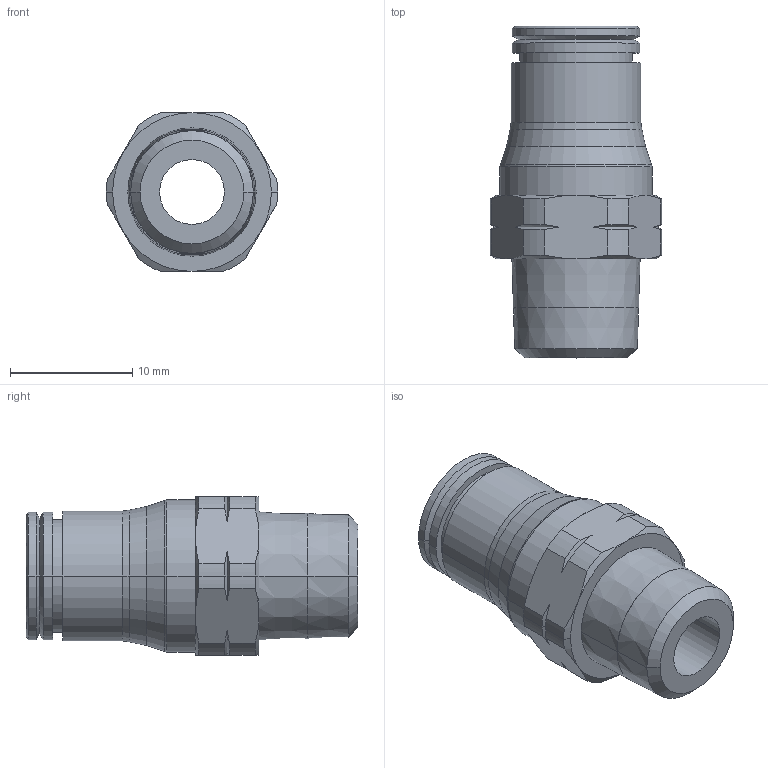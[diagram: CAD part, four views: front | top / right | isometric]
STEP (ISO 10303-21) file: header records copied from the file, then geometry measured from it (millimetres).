
FILE_DESCRIPTION(('STEP AP214'),'1');
FILE_NAME('3805_56_11.stp','2016-07-07T14:27:05',('TraceParts'),('TraceParts S.A.'),'Spatial InterOp 3D',' ',' ');
FILE_SCHEMA(('automotive_design'));
Length unit declared in the file: millimetre
Products named in the file (1): 1
Bounding box: 14 x 27.15 x 13 mm (x, y, z)
Volume: 1962.6 mm3; surface area: 1757.1 mm2
Topology: 1 solids, 1 shells, 99 faces, 227 edges, 137 vertices
Faces by surface type: cone 52, cylinder 32, plane 15
Entity records: 2804 total; most frequent: CARTESIAN_POINT 608, DIRECTION 487, ORIENTED_EDGE 454, EDGE_CURVE 227, AXIS2_PLACEMENT_3D 208, VERTEX_POINT 137, EDGE_LOOP 108, CIRCLE 108
